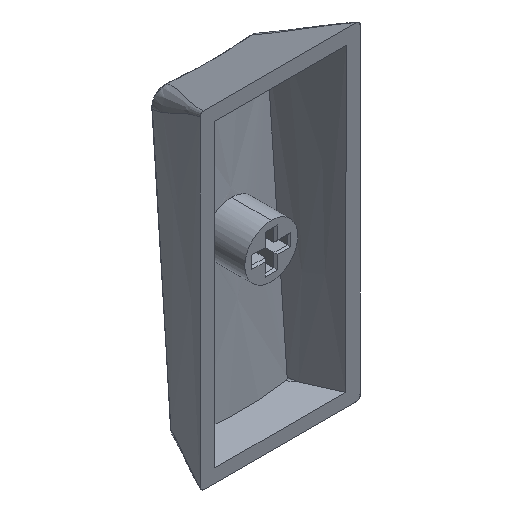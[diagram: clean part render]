
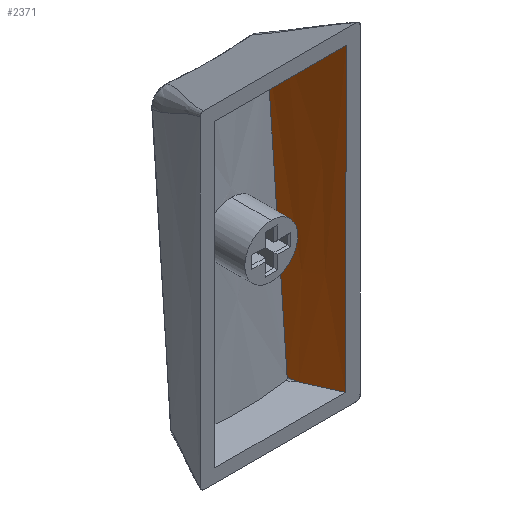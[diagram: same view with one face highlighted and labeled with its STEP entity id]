
A CAD part, isometric view. The second image highlights one B-rep face of the part: STEP entity #2371.
In plain terms, the highlighted free-form (B-spline) face has degree [3, 3] with [4, 4] control points.
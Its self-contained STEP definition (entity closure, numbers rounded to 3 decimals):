
#26 = CARTESIAN_POINT ( 'NONE',  ( 7.42, 0., -12.196 ) ) ;
#54 = CARTESIAN_POINT ( 'NONE',  ( 7.452, 0., 3.985 ) ) ;
#86 = B_SPLINE_CURVE_WITH_KNOTS ( 'NONE', 3,
 ( #2135, #2164, #458, #1327, #3329, #2180, #474, #2484, #761, #2496 ),
 .UNSPECIFIED., .F., .F.,
 ( 4, 3, 3, 4 ),
 ( 0., 0.01, 0.02, 0.031 ),
 .UNSPECIFIED. ) ;
#100 = ORIENTED_EDGE ( 'NONE', *, *, #511, .F. ) ;
#126 = CARTESIAN_POINT ( 'NONE',  ( 5.33, 6.446, 14.068 ) ) ;
#287 = CARTESIAN_POINT ( 'NONE',  ( 7.495, -0.115, 5.684 ) ) ;
#291 = CARTESIAN_POINT ( 'NONE',  ( 6.758, 2.149, 16.054 ) ) ;
#306 = CARTESIAN_POINT ( 'NONE',  ( 6.004, 3.561, -6.411 ) ) ;
#377 = CARTESIAN_POINT ( 'NONE',  ( 5.752, 3.696, -17.05 ) ) ;
#389 = CARTESIAN_POINT ( 'NONE',  ( 6.854, 1.232, -17.05 ) ) ;
#458 = CARTESIAN_POINT ( 'NONE',  ( 5.332, 5.024, -10.394 ) ) ;
#474 = CARTESIAN_POINT ( 'NONE',  ( 5.273, 5.99, 3.381 ) ) ;
#511 = EDGE_CURVE ( 'NONE', #2399, #1223, #1496, .T. ) ;
#517 = CARTESIAN_POINT ( 'NONE',  ( 6.758, 1.681, -6.097 ) ) ;
#567 = CARTESIAN_POINT ( 'NONE',  ( 5.365, 4.572, -16.851 ) ) ;
#581 = B_SPLINE_CURVE_WITH_KNOTS ( 'NONE', 3,
 ( #1171, #1186, #1464, #1757, #54, #2050, #638, #1731, #26, #3187 ),
 .UNSPECIFIED., .F., .F.,
 ( 4, 3, 3, 4 ),
 ( 0., 0.01, 0.019, 0.034 ),
 .UNSPECIFIED. ) ;
#638 = CARTESIAN_POINT ( 'NONE',  ( 7.44, 0., -2.487 ) ) ;
#679 = EDGE_LOOP ( 'NONE', ( #2624, #1691, #1609, #100, #2235, #1881 ) ) ;
#690 = CARTESIAN_POINT ( 'NONE',  ( 7.406, 0., -17.05 ) ) ;
#710 = CARTESIAN_POINT ( 'NONE',  ( 5.494, 4.279, -16.902 ) ) ;
#713 = CARTESIAN_POINT ( 'NONE',  ( 5.424, 6.164, 14.218 ) ) ;
#761 = CARTESIAN_POINT ( 'NONE',  ( 5.247, 6.484, 10.412 ) ) ;
#820 = CARTESIAN_POINT ( 'NONE',  ( 7.539, -0.297, -17.249 ) ) ;
#824 = CARTESIAN_POINT ( 'NONE',  ( 6.996, 1.433, 16.346 ) ) ;
#842 = CARTESIAN_POINT ( 'NONE',  ( 5.794, 5.058, 14.868 ) ) ;
#856 = EDGE_CURVE ( 'NONE', #2759, #1836, #581, .T. ) ;
#933 = CARTESIAN_POINT ( 'NONE',  ( 6.579, 1.848, -17.05 ) ) ;
#1109 = CARTESIAN_POINT ( 'NONE',  ( 5.987, 4.047, 4.471 ) ) ;
#1126 = EDGE_CURVE ( 'NONE', #1836, #3546, #2308, .T. ) ;
#1135 = CARTESIAN_POINT ( 'NONE',  ( 7.512, -0.198, -5.783 ) ) ;
#1171 = CARTESIAN_POINT ( 'NONE',  ( 7.47, 0., 16.93 ) ) ;
#1186 = CARTESIAN_POINT ( 'NONE',  ( 7.466, 0., 13.694 ) ) ;
#1223 = VERTEX_POINT ( 'NONE', #2123 ) ;
#1229 = CARTESIAN_POINT ( 'NONE',  ( 6.027, 3.08, -17.05 ) ) ;
#1234 = EDGE_CURVE ( 'NONE', #3190, #2399, #86, .T. ) ;
#1268 = B_SPLINE_CURVE_WITH_KNOTS ( 'NONE', 3,
 ( #3098, #2570, #824, #291, #1397, #2554, #842 ),
 .UNSPECIFIED., .F., .F.,
 ( 4, 3, 4 ),
 ( 0., 0.002, 0.006 ),
 .UNSPECIFIED. ) ;
#1302 = CARTESIAN_POINT ( 'NONE',  ( 5.365, 4.572, -16.851 ) ) ;
#1327 = CARTESIAN_POINT ( 'NONE',  ( 5.317, 5.25, -7.166 ) ) ;
#1372 = CARTESIAN_POINT ( 'NONE',  ( 7.483, -0.039, 17.15 ) ) ;
#1397 = CARTESIAN_POINT ( 'NONE',  ( 6.437, 3.118, 15.659 ) ) ;
#1417 = B_SPLINE_CURVE_WITH_KNOTS ( 'NONE', 3,
 ( #3026, #2385, #710, #1302 ),
 .UNSPECIFIED., .F., .F.,
 ( 4, 4 ),
 ( 0.174, 0.313 ),
 .UNSPECIFIED. ) ;
#1438 = CARTESIAN_POINT ( 'NONE',  ( 5.221, 6.806, 14.457 ) ) ;
#1452 = CARTESIAN_POINT ( 'NONE',  ( 5.28, 4.735, -17.313 ) ) ;
#1464 = CARTESIAN_POINT ( 'NONE',  ( 7.462, 0., 10.458 ) ) ;
#1465 = CARTESIAN_POINT ( 'NONE',  ( 6.033, 3.057, -17.293 ) ) ;
#1496 = B_SPLINE_CURVE_WITH_KNOTS ( 'NONE', 3,
 ( #2452, #126, #713, #1850, #2132, #3303 ),
 .UNSPECIFIED., .F., .F.,
 ( 4, 2, 4 ),
 ( 0.661, 0.76, 0.859 ),
 .UNSPECIFIED. ) ;
#1609 = ORIENTED_EDGE ( 'NONE', *, *, #2723, .T. ) ;
#1625 = EDGE_CURVE ( 'NONE', #3546, #3190, #1417, .T. ) ;
#1691 = ORIENTED_EDGE ( 'NONE', *, *, #856, .F. ) ;
#1731 = CARTESIAN_POINT ( 'NONE',  ( 7.431, 0., -7.341 ) ) ;
#1732 = CARTESIAN_POINT ( 'NONE',  ( 5.233, 6.127, 3.866 ) ) ;
#1757 = CARTESIAN_POINT ( 'NONE',  ( 7.457, 0., 7.222 ) ) ;
#1836 = VERTEX_POINT ( 'NONE', #690 ) ;
#1850 = CARTESIAN_POINT ( 'NONE',  ( 5.61, 5.608, 14.534 ) ) ;
#1881 = ORIENTED_EDGE ( 'NONE', *, *, #1625, .F. ) ;
#2050 = CARTESIAN_POINT ( 'NONE',  ( 7.447, 0., 0.749 ) ) ;
#2123 = CARTESIAN_POINT ( 'NONE',  ( 5.794, 5.058, 14.868 ) ) ;
#2132 = CARTESIAN_POINT ( 'NONE',  ( 5.702, 5.333, 14.7 ) ) ;
#2135 = CARTESIAN_POINT ( 'NONE',  ( 5.365, 4.572, -16.851 ) ) ;
#2164 = CARTESIAN_POINT ( 'NONE',  ( 5.348, 4.798, -13.623 ) ) ;
#2180 = CARTESIAN_POINT ( 'NONE',  ( 5.286, 5.743, -0.135 ) ) ;
#2230 = CARTESIAN_POINT ( 'NONE',  ( 6.729, 2.242, 16.252 ) ) ;
#2235 = ORIENTED_EDGE ( 'NONE', *, *, #1234, .F. ) ;
#2267 = CARTESIAN_POINT ( 'NONE',  ( 7.47, 0., 16.93 ) ) ;
#2302 = CARTESIAN_POINT ( 'NONE',  ( 5.25, 5.44, -6.724 ) ) ;
#2308 = B_SPLINE_CURVE_WITH_KNOTS ( 'NONE', 3,
 ( #2364, #2419, #389, #933, #2953, #1229, #377 ),
 .UNSPECIFIED., .F., .F.,
 ( 4, 3, 4 ),
 ( 0., 0.002, 0.004 ),
 .UNSPECIFIED. ) ;
#2364 = CARTESIAN_POINT ( 'NONE',  ( 7.406, 0., -17.05 ) ) ;
#2371 = ADVANCED_FACE ( 'NONE', ( #3561 ), #2845, .T. ) ;
#2385 = CARTESIAN_POINT ( 'NONE',  ( 5.623, 3.987, -16.977 ) ) ;
#2399 = VERTEX_POINT ( 'NONE', #3149 ) ;
#2419 = CARTESIAN_POINT ( 'NONE',  ( 7.13, 0.616, -17.05 ) ) ;
#2452 = CARTESIAN_POINT ( 'NONE',  ( 5.235, 6.731, 13.928 ) ) ;
#2484 = CARTESIAN_POINT ( 'NONE',  ( 5.259, 6.237, 6.897 ) ) ;
#2496 = CARTESIAN_POINT ( 'NONE',  ( 5.235, 6.731, 13.928 ) ) ;
#2554 = CARTESIAN_POINT ( 'NONE',  ( 6.116, 4.088, 15.264 ) ) ;
#2570 = CARTESIAN_POINT ( 'NONE',  ( 7.233, 0.716, 16.638 ) ) ;
#2624 = ORIENTED_EDGE ( 'NONE', *, *, #1126, .F. ) ;
#2723 = EDGE_CURVE ( 'NONE', #2759, #1223, #1268, .T. ) ;
#2759 = VERTEX_POINT ( 'NONE', #2267 ) ;
#2827 = CARTESIAN_POINT ( 'NONE',  ( 6.786, 1.38, -17.271 ) ) ;
#2837 = CARTESIAN_POINT ( 'NONE',  ( 5.975, 4.524, 15.354 ) ) ;
#2845 = B_SPLINE_SURFACE_WITH_KNOTS ( 'NONE', 3, 3, ( 
 ( #1372, #287, #1135, #820 ),
 ( #2230, #3129, #517, #2827 ),
 ( #2837, #1109, #306, #1465 ),
 ( #1438, #1732, #2302, #1452 ) ),
 .UNSPECIFIED., .F., .F., .F.,
 ( 4, 4 ),
 ( 4, 4 ),
 ( 0.051, 0.858 ),
 ( 0.033, 0.965 ),
 .UNSPECIFIED. ) ;
#2953 = CARTESIAN_POINT ( 'NONE',  ( 6.303, 2.464, -17.05 ) ) ;
#3026 = CARTESIAN_POINT ( 'NONE',  ( 5.752, 3.696, -17.05 ) ) ;
#3098 = CARTESIAN_POINT ( 'NONE',  ( 7.47, 0., 16.93 ) ) ;
#3129 = CARTESIAN_POINT ( 'NONE',  ( 6.741, 1.966, 5.077 ) ) ;
#3149 = CARTESIAN_POINT ( 'NONE',  ( 5.235, 6.731, 13.928 ) ) ;
#3187 = CARTESIAN_POINT ( 'NONE',  ( 7.406, 0., -17.05 ) ) ;
#3190 = VERTEX_POINT ( 'NONE', #567 ) ;
#3303 = CARTESIAN_POINT ( 'NONE',  ( 5.794, 5.058, 14.868 ) ) ;
#3329 = CARTESIAN_POINT ( 'NONE',  ( 5.301, 5.497, -3.65 ) ) ;
#3355 = CARTESIAN_POINT ( 'NONE',  ( 5.752, 3.696, -17.05 ) ) ;
#3546 = VERTEX_POINT ( 'NONE', #3355 ) ;
#3561 = FACE_OUTER_BOUND ( 'NONE', #679, .T. ) ;
